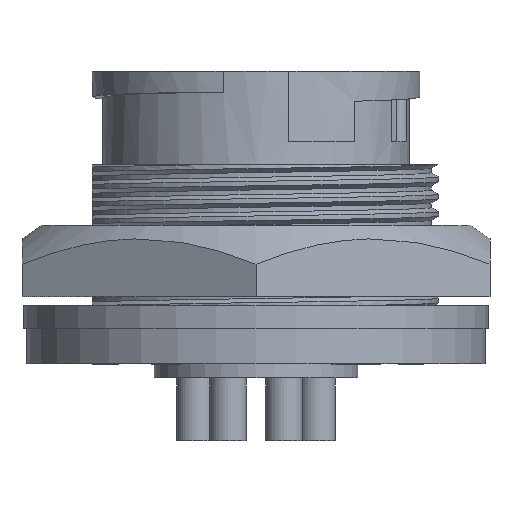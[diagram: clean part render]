
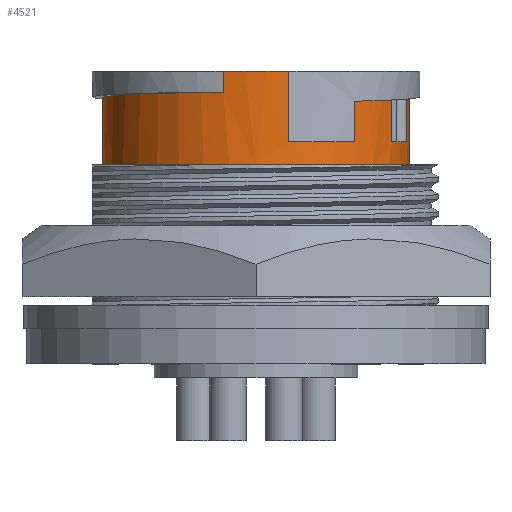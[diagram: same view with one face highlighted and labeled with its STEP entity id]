
A CAD part, front view. The second image highlights one B-rep face of the part: STEP entity #4521.
In plain terms, the highlighted cylindrical face has radius 8.331 mm (diameter 16.662 mm), a partial arc.
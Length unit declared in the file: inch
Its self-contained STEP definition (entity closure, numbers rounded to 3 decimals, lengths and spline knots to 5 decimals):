
#183 = DIRECTION ( 'NONE',  ( 0., 0., -1. ) ) ;
#338 = CARTESIAN_POINT ( 'NONE',  ( -0.07, -0.32044, 0. ) ) ;
#458 = CYLINDRICAL_SURFACE ( 'NONE', #21836, 0.328 ) ;
#536 = EDGE_CURVE ( 'NONE', #11872, #6344, #2428, .T. ) ;
#774 = VECTOR ( 'NONE', #21955, 39.37008 ) ;
#945 = DIRECTION ( 'NONE',  ( 0., 0., 1. ) ) ;
#1150 = VERTEX_POINT ( 'NONE', #14090 ) ;
#1230 = CARTESIAN_POINT ( 'NONE',  ( 0.328, 0., -0.2 ) ) ;
#1244 = LINE ( 'NONE', #15932, #19337 ) ;
#1359 = VERTEX_POINT ( 'NONE', #9497 ) ;
#2188 = CARTESIAN_POINT ( 'NONE',  ( 0.07, -0.32044, 0. ) ) ;
#2372 = EDGE_CURVE ( 'NONE', #1359, #20890, #14225, .T. ) ;
#2428 = LINE ( 'NONE', #3402, #12348 ) ;
#2494 = CIRCLE ( 'NONE', #4685, 0.328 ) ;
#2775 = ORIENTED_EDGE ( 'NONE', *, *, #2372, .T. ) ;
#2783 = LINE ( 'NONE', #20129, #6906 ) ;
#2795 = CARTESIAN_POINT ( 'NONE',  ( 0., 0., -0.15 ) ) ;
#3014 = CARTESIAN_POINT ( 'NONE',  ( -0.328, 0., -0.2 ) ) ;
#3214 = ORIENTED_EDGE ( 'NONE', *, *, #15829, .F. ) ;
#3402 = CARTESIAN_POINT ( 'NONE',  ( 0.29051, -0.15228, -0.2 ) ) ;
#3608 = ORIENTED_EDGE ( 'NONE', *, *, #13344, .T. ) ;
#3702 = CARTESIAN_POINT ( 'NONE',  ( 0.29051, -0.15228, -0.05979 ) ) ;
#3932 = CARTESIAN_POINT ( 'NONE',  ( 0.32143, -0.07564, -0.05738 ) ) ;
#4521 = ADVANCED_FACE ( 'NONE', ( #9812 ), #458, .T. ) ;
#4575 = DIRECTION ( 'NONE',  ( 1., 0., 0. ) ) ;
#4685 = AXIS2_PLACEMENT_3D ( 'NONE', #2795, #15098, #4575 ) ;
#5014 = CARTESIAN_POINT ( 'NONE',  ( 0.328, 0., -0.055 ) ) ;
#5233 = VERTEX_POINT ( 'NONE', #10549 ) ;
#5469 = DIRECTION ( 'NONE',  ( 0., 0., 1. ) ) ;
#5827 = ORIENTED_EDGE ( 'NONE', *, *, #536, .T. ) ;
#5916 = AXIS2_PLACEMENT_3D ( 'NONE', #19575, #9047, #21337 ) ;
#6166 = CARTESIAN_POINT ( 'NONE',  ( -0.328, 0., -0.055 ) ) ;
#6311 = CARTESIAN_POINT ( 'NONE',  ( 0., 0., -0.2 ) ) ;
#6344 = VERTEX_POINT ( 'NONE', #20913 ) ;
#6355 = ORIENTED_EDGE ( 'NONE', *, *, #13348, .T. ) ;
#6780 = ORIENTED_EDGE ( 'NONE', *, *, #22438, .T. ) ;
#6826 = VERTEX_POINT ( 'NONE', #6166 ) ;
#6906 = VECTOR ( 'NONE', #21886, 39.37008 ) ;
#7079 = ORIENTED_EDGE ( 'NONE', *, *, #8602, .T. ) ;
#7120 = CARTESIAN_POINT ( 'NONE',  ( 0.21, -0.25196, -0.2 ) ) ;
#7247 = CARTESIAN_POINT ( 'NONE',  ( 0.24324, -0.22426, -0.06205 ) ) ;
#7537 = ORIENTED_EDGE ( 'NONE', *, *, #17498, .T. ) ;
#7970 = CARTESIAN_POINT ( 'NONE',  ( 0., 0., -0.15 ) ) ;
#8488 = AXIS2_PLACEMENT_3D ( 'NONE', #16009, #5469, #17744 ) ;
#8602 = EDGE_CURVE ( 'NONE', #15493, #17440, #11535, .T. ) ;
#8858 = DIRECTION ( 'NONE',  ( 0., 0., 1. ) ) ;
#9047 = DIRECTION ( 'NONE',  ( 0., 0., -1. ) ) ;
#9127 = VERTEX_POINT ( 'NONE', #19941 ) ;
#9247 = CARTESIAN_POINT ( 'NONE',  ( 0.30848, -0.11148, -0.0585 ) ) ;
#9348 = ORIENTED_EDGE ( 'NONE', *, *, #10092, .T. ) ;
#9497 = CARTESIAN_POINT ( 'NONE',  ( 0.07, -0.32044, -0.15 ) ) ;
#9597 = VECTOR ( 'NONE', #15313, 39.37008 ) ;
#9678 = CARTESIAN_POINT ( 'NONE',  ( 0.07, -0.32044, -0.2 ) ) ;
#9755 = DIRECTION ( 'NONE',  ( 1., 0., 0. ) ) ;
#9812 = FACE_OUTER_BOUND ( 'NONE', #22227, .T. ) ;
#10092 = EDGE_CURVE ( 'NONE', #9127, #11872, #12834, .T. ) ;
#10411 = CARTESIAN_POINT ( 'NONE',  ( -0.22713, -0.28612, -0.04601 ) ) ;
#10549 = CARTESIAN_POINT ( 'NONE',  ( 0.21, -0.25196, -0.15 ) ) ;
#10558 = CARTESIAN_POINT ( 'NONE',  ( -0.07, -0.32044, -0.04493 ) ) ;
#10838 = VERTEX_POINT ( 'NONE', #1230 ) ;
#10961 = AXIS2_PLACEMENT_3D ( 'NONE', #7970, #20275, #9755 ) ;
#11195 = CARTESIAN_POINT ( 'NONE',  ( -0.07, -0.32044, -0.2 ) ) ;
#11535 =( BOUNDED_CURVE ( )  B_SPLINE_CURVE ( 3, ( #19760, #17916, #3932, #9247 ),
 .UNSPECIFIED., .F., .T. ) 
 B_SPLINE_CURVE_WITH_KNOTS ( ( 4, 4 ),
 ( 1.5708, 1.91757 ),
 .UNSPECIFIED. ) 
 CURVE ( )  GEOMETRIC_REPRESENTATION_ITEM ( )  RATIONAL_B_SPLINE_CURVE ( ( 1., 0.99, 0.99, 1. ) ) 
 REPRESENTATION_ITEM ( '' )  );
#11639 = VERTEX_POINT ( 'NONE', #10558 ) ;
#11715 = VERTEX_POINT ( 'NONE', #338 ) ;
#11872 = VERTEX_POINT ( 'NONE', #21048 ) ;
#12202 = CARTESIAN_POINT ( 'NONE',  ( -0.328, 0., -0.055 ) ) ;
#12311 = VECTOR ( 'NONE', #20020, 39.37008 ) ;
#12347 = ORIENTED_EDGE ( 'NONE', *, *, #18029, .T. ) ;
#12348 = VECTOR ( 'NONE', #8858, 39.37008 ) ;
#12390 = CARTESIAN_POINT ( 'NONE',  ( 0.30848, -0.11148, -0.0585 ) ) ;
#12447 = DIRECTION ( 'NONE',  ( 0., 0., -1. ) ) ;
#12834 = CIRCLE ( 'NONE', #10961, 0.328 ) ;
#12974 = VECTOR ( 'NONE', #12447, 39.37008 ) ;
#13012 = ORIENTED_EDGE ( 'NONE', *, *, #21397, .T. ) ;
#13344 = EDGE_CURVE ( 'NONE', #17440, #9127, #1244, .T. ) ;
#13348 = EDGE_CURVE ( 'NONE', #1150, #10838, #15256, .T. ) ;
#14090 = CARTESIAN_POINT ( 'NONE',  ( -0.328, 0., -0.2 ) ) ;
#14225 = LINE ( 'NONE', #9678, #774 ) ;
#14249 = CARTESIAN_POINT ( 'NONE',  ( 0.27042, -0.1906, -0.06099 ) ) ;
#14575 = ORIENTED_EDGE ( 'NONE', *, *, #18617, .T. ) ;
#15098 = DIRECTION ( 'NONE',  ( 0., 0., -1. ) ) ;
#15256 = CIRCLE ( 'NONE', #8488, 0.328 ) ;
#15313 = DIRECTION ( 'NONE',  ( 0., 0., 1. ) ) ;
#15493 = VERTEX_POINT ( 'NONE', #5014 ) ;
#15624 = CIRCLE ( 'NONE', #5916, 0.328 ) ;
#15652 = CARTESIAN_POINT ( 'NONE',  ( -0.07, -0.32044, -0.04493 ) ) ;
#15829 = EDGE_CURVE ( 'NONE', #1150, #6826, #18370, .T. ) ;
#15932 = CARTESIAN_POINT ( 'NONE',  ( 0.30848, -0.11148, -0.2 ) ) ;
#16009 = CARTESIAN_POINT ( 'NONE',  ( 0., 0., -0.2 ) ) ;
#16131 = CARTESIAN_POINT ( 'NONE',  ( 0.21, -0.25196, -0.06292 ) ) ;
#16987 = LINE ( 'NONE', #11195, #12311 ) ;
#17440 = VERTEX_POINT ( 'NONE', #12390 ) ;
#17498 = EDGE_CURVE ( 'NONE', #20890, #11715, #15624, .T. ) ;
#17600 = LINE ( 'NONE', #7120, #12974 ) ;
#17744 = DIRECTION ( 'NONE',  ( 1., 0., 0. ) ) ;
#17916 = CARTESIAN_POINT ( 'NONE',  ( 0.328, -0.03811, -0.0562 ) ) ;
#18029 = EDGE_CURVE ( 'NONE', #11715, #11639, #16987, .T. ) ;
#18370 = LINE ( 'NONE', #3014, #9597 ) ;
#18391 =( BOUNDED_CURVE ( )  B_SPLINE_CURVE ( 3, ( #3702, #14249, #7247, #19530 ),
 .UNSPECIFIED., .F., .F. ) 
 B_SPLINE_CURVE_WITH_KNOTS ( ( 4, 4 ),
 ( 2.05361, 2.44678 ),
 .UNSPECIFIED. ) 
 CURVE ( )  GEOMETRIC_REPRESENTATION_ITEM ( )  RATIONAL_B_SPLINE_CURVE ( ( 1., 0.987, 0.987, 1. ) ) 
 REPRESENTATION_ITEM ( '' )  );
#18586 = DIRECTION ( 'NONE',  ( 1., 0., 0. ) ) ;
#18617 = EDGE_CURVE ( 'NONE', #6344, #18998, #18391, .T. ) ;
#18998 = VERTEX_POINT ( 'NONE', #16131 ) ;
#19337 = VECTOR ( 'NONE', #183, 39.37008 ) ;
#19372 =( BOUNDED_CURVE ( )  B_SPLINE_CURVE ( 3, ( #15652, #10411, #22698, #12202 ),
 .UNSPECIFIED., .F., .T. ) 
 B_SPLINE_CURVE_WITH_KNOTS ( ( 4, 4 ),
 ( 0.21507, 1.5708 ),
 .UNSPECIFIED. ) 
 CURVE ( )  GEOMETRIC_REPRESENTATION_ITEM ( )  RATIONAL_B_SPLINE_CURVE ( ( 1., 0.853, 0.853, 1. ) ) 
 REPRESENTATION_ITEM ( '' )  );
#19530 = CARTESIAN_POINT ( 'NONE',  ( 0.21, -0.25196, -0.06292 ) ) ;
#19563 = ORIENTED_EDGE ( 'NONE', *, *, #22228, .T. ) ;
#19575 = CARTESIAN_POINT ( 'NONE',  ( 0., 0., 0. ) ) ;
#19760 = CARTESIAN_POINT ( 'NONE',  ( 0.328, 0., -0.055 ) ) ;
#19941 = CARTESIAN_POINT ( 'NONE',  ( 0.30848, -0.11148, -0.15 ) ) ;
#20020 = DIRECTION ( 'NONE',  ( 0., 0., -1. ) ) ;
#20129 = CARTESIAN_POINT ( 'NONE',  ( 0.328, 0., -0.2 ) ) ;
#20275 = DIRECTION ( 'NONE',  ( 0., 0., -1. ) ) ;
#20890 = VERTEX_POINT ( 'NONE', #2188 ) ;
#20913 = CARTESIAN_POINT ( 'NONE',  ( 0.29051, -0.15228, -0.05979 ) ) ;
#21048 = CARTESIAN_POINT ( 'NONE',  ( 0.29051, -0.15228, -0.15 ) ) ;
#21337 = DIRECTION ( 'NONE',  ( 1., 0., 0. ) ) ;
#21397 = EDGE_CURVE ( 'NONE', #10838, #15493, #2783, .T. ) ;
#21836 = AXIS2_PLACEMENT_3D ( 'NONE', #6311, #945, #18586 ) ;
#21886 = DIRECTION ( 'NONE',  ( 0., 0., 1. ) ) ;
#21955 = DIRECTION ( 'NONE',  ( 0., 0., 1. ) ) ;
#22123 = EDGE_CURVE ( 'NONE', #18998, #5233, #17600, .T. ) ;
#22227 = EDGE_LOOP ( 'NONE', ( #3214, #6355, #13012, #7079, #3608, #9348, #5827, #14575, #22364, #19563, #2775, #7537, #12347, #6780 ) ) ;
#22228 = EDGE_CURVE ( 'NONE', #5233, #1359, #2494, .T. ) ;
#22364 = ORIENTED_EDGE ( 'NONE', *, *, #22123, .T. ) ;
#22438 = EDGE_CURVE ( 'NONE', #11639, #6826, #19372, .T. ) ;
#22698 = CARTESIAN_POINT ( 'NONE',  ( -0.328, -0.16084, -0.04995 ) ) ;
